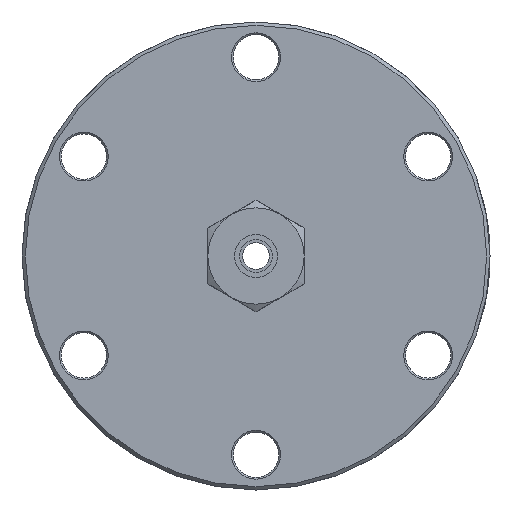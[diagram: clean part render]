
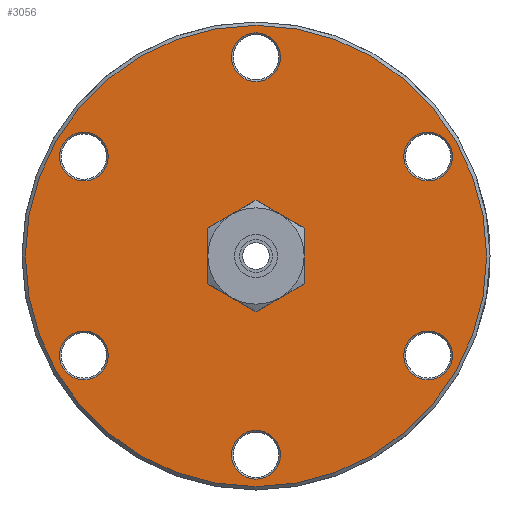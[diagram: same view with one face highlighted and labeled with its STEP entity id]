
A CAD part, front view. The second image highlights one B-rep face of the part: STEP entity #3056.
In plain terms, the highlighted planar face has unit normal (0, -1, 0).
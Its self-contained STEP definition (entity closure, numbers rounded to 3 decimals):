
#301=FACE_BOUND('',#625,.T.);
#302=FACE_BOUND('',#626,.T.);
#303=FACE_BOUND('',#627,.T.);
#304=FACE_BOUND('',#628,.T.);
#305=FACE_BOUND('',#629,.T.);
#306=FACE_BOUND('',#630,.T.);
#307=FACE_BOUND('',#631,.T.);
#331=PLANE('',#3332);
#443=FACE_OUTER_BOUND('',#624,.T.);
#624=EDGE_LOOP('',(#2090));
#625=EDGE_LOOP('',(#2091));
#626=EDGE_LOOP('',(#2092));
#627=EDGE_LOOP('',(#2093));
#628=EDGE_LOOP('',(#2094));
#629=EDGE_LOOP('',(#2095));
#630=EDGE_LOOP('',(#2096));
#631=EDGE_LOOP('',(#2097));
#1153=CIRCLE('',#3326,3.175);
#1157=CIRCLE('',#3331,34.05);
#1158=CIRCLE('',#3333,3.6);
#1159=CIRCLE('',#3334,3.6);
#1160=CIRCLE('',#3335,3.6);
#1161=CIRCLE('',#3336,3.6);
#1162=CIRCLE('',#3337,3.6);
#1163=CIRCLE('',#3338,3.6);
#1300=VERTEX_POINT('',#4446);
#1304=VERTEX_POINT('',#4456);
#1305=VERTEX_POINT('',#4460);
#1306=VERTEX_POINT('',#4462);
#1307=VERTEX_POINT('',#4464);
#1308=VERTEX_POINT('',#4466);
#1309=VERTEX_POINT('',#4468);
#1310=VERTEX_POINT('',#4470);
#1609=EDGE_CURVE('',#1300,#1300,#1153,.T.);
#1615=EDGE_CURVE('',#1304,#1304,#1157,.T.);
#1616=EDGE_CURVE('',#1305,#1305,#1158,.T.);
#1617=EDGE_CURVE('',#1306,#1306,#1159,.T.);
#1618=EDGE_CURVE('',#1307,#1307,#1160,.T.);
#1619=EDGE_CURVE('',#1308,#1308,#1161,.T.);
#1620=EDGE_CURVE('',#1309,#1309,#1162,.T.);
#1621=EDGE_CURVE('',#1310,#1310,#1163,.T.);
#2090=ORIENTED_EDGE('',*,*,#1615,.F.);
#2091=ORIENTED_EDGE('',*,*,#1609,.T.);
#2092=ORIENTED_EDGE('',*,*,#1616,.F.);
#2093=ORIENTED_EDGE('',*,*,#1617,.F.);
#2094=ORIENTED_EDGE('',*,*,#1618,.F.);
#2095=ORIENTED_EDGE('',*,*,#1619,.F.);
#2096=ORIENTED_EDGE('',*,*,#1620,.F.);
#2097=ORIENTED_EDGE('',*,*,#1621,.F.);
#3056=ADVANCED_FACE('',(#443,#301,#302,#303,#304,#305,#306,#307),#331,.T.);
#3326=AXIS2_PLACEMENT_3D('',#4447,#3649,#3650);
#3331=AXIS2_PLACEMENT_3D('',#4458,#3661,#3662);
#3332=AXIS2_PLACEMENT_3D('',#4459,#3663,#3664);
#3333=AXIS2_PLACEMENT_3D('',#4461,#3665,#3666);
#3334=AXIS2_PLACEMENT_3D('',#4463,#3667,#3668);
#3335=AXIS2_PLACEMENT_3D('',#4465,#3669,#3670);
#3336=AXIS2_PLACEMENT_3D('',#4467,#3671,#3672);
#3337=AXIS2_PLACEMENT_3D('',#4469,#3673,#3674);
#3338=AXIS2_PLACEMENT_3D('',#4471,#3675,#3676);
#3649=DIRECTION('center_axis',(0.,1.,0.));
#3650=DIRECTION('ref_axis',(-1.,0.,0.));
#3661=DIRECTION('center_axis',(0.,1.,0.));
#3662=DIRECTION('ref_axis',(1.,0.,0.));
#3663=DIRECTION('center_axis',(0.,-1.,0.));
#3664=DIRECTION('ref_axis',(0.,0.,-1.));
#3665=DIRECTION('center_axis',(0.,-1.,0.));
#3666=DIRECTION('ref_axis',(0.5,0.,0.866));
#3667=DIRECTION('center_axis',(0.,-1.,0.));
#3668=DIRECTION('ref_axis',(-1.,0.,0.));
#3669=DIRECTION('center_axis',(0.,-1.,0.));
#3670=DIRECTION('ref_axis',(0.5,0.,-0.866));
#3671=DIRECTION('center_axis',(0.,-1.,0.));
#3672=DIRECTION('ref_axis',(1.,0.,0.));
#3673=DIRECTION('center_axis',(0.,-1.,0.));
#3674=DIRECTION('ref_axis',(-0.5,0.,-0.866));
#3675=DIRECTION('center_axis',(0.,-1.,0.));
#3676=DIRECTION('ref_axis',(-0.5,0.,0.866));
#4446=CARTESIAN_POINT('',(3.175,0.,0.));
#4447=CARTESIAN_POINT('Origin',(0.,0.,0.));
#4456=CARTESIAN_POINT('',(-34.05,0.,0.));
#4458=CARTESIAN_POINT('Origin',(0.,0.,0.));
#4459=CARTESIAN_POINT('Origin',(-34.55,0.,0.));
#4460=CARTESIAN_POINT('',(23.618,0.,-17.793));
#4461=CARTESIAN_POINT('Origin',(25.418,0.,-14.675));
#4462=CARTESIAN_POINT('',(3.6,0.,29.35));
#4463=CARTESIAN_POINT('Origin',(0.,0.,29.35));
#4464=CARTESIAN_POINT('',(-27.218,0.,-11.557));
#4465=CARTESIAN_POINT('Origin',(-25.418,0.,-14.675));
#4466=CARTESIAN_POINT('',(-3.6,0.,-29.35));
#4467=CARTESIAN_POINT('Origin',(0.,0.,-29.35));
#4468=CARTESIAN_POINT('',(-23.618,0.,17.793));
#4469=CARTESIAN_POINT('Origin',(-25.418,0.,14.675));
#4470=CARTESIAN_POINT('',(27.218,0.,11.557));
#4471=CARTESIAN_POINT('Origin',(25.418,0.,14.675));
